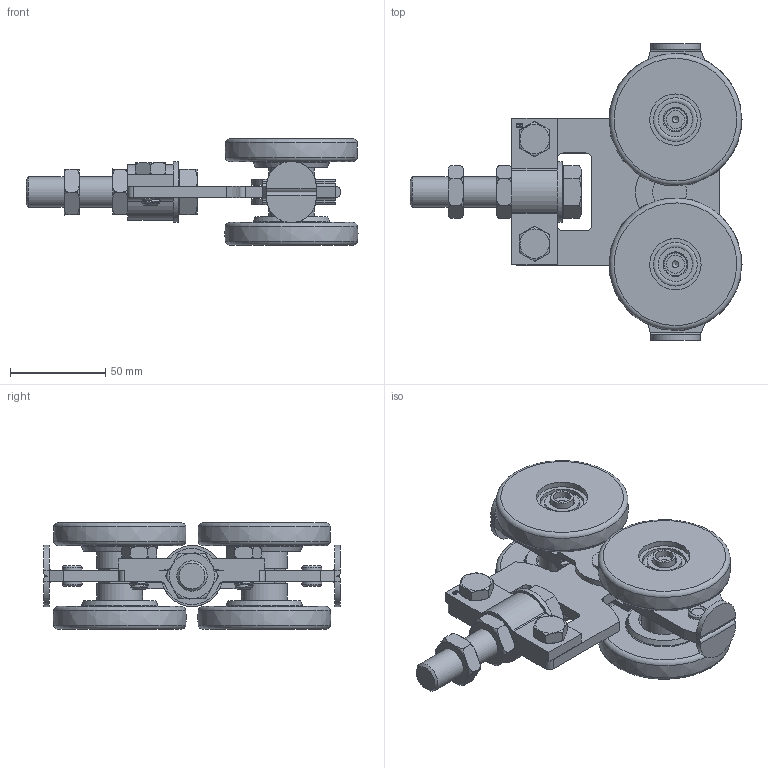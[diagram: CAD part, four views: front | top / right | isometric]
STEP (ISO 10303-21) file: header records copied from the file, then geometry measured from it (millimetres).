
FILE_DESCRIPTION(/* description */ (''),/* implementation_level */ '2;1');
FILE_NAME(/* name */ '2285.stp',/* time_stamp */ '2018-06-04T09:44:15+02:00',/* author */ ('Giuliano'),/* organization */ (''),/* preprocessor_version */ 'ST-DEVELOPER v16.5',/* originating_system */ 'Autodesk Inventor 2017',/* authorisation */ '');
FILE_SCHEMA (('AUTOMOTIVE_DESIGN { 1 0 10303 214 3 1 1 }'));
Length unit declared in the file: millimetre
Products named in the file (1): Pièce2
Bounding box: 174.5 x 156 x 56 mm (x, y, z)
Volume: 317354 mm3; surface area: 102987.6 mm2
Topology: 4 solids, 12 shells, 627 faces, 1639 edges, 1094 vertices
Faces by surface type: plane 296, cylinder 163, bspline 106, torus 32, cone 30
Full cylindrical faces by diameter (mm): 3.5 x4, 5.2 x2, 9.5 x4, 10.1 x2, 10.4 x4, 11.8 x4, 12 x4, 12.2 x4, 15.8 x1, 16 x3, 16.2 x3, 17 x1, 18 x1, 18.032 x8, 22 x1, 22.968 x8, 24 x4, 27 x8, 32 x1
Entity records: 22715 total; most frequent: CARTESIAN_POINT 7957, ORIENTED_EDGE 2956, DIRECTION 2551, EDGE_CURVE 1478, VERTEX_POINT 1056, AXIS2_PLACEMENT_3D 933, EDGE_LOOP 840, LINE 685
